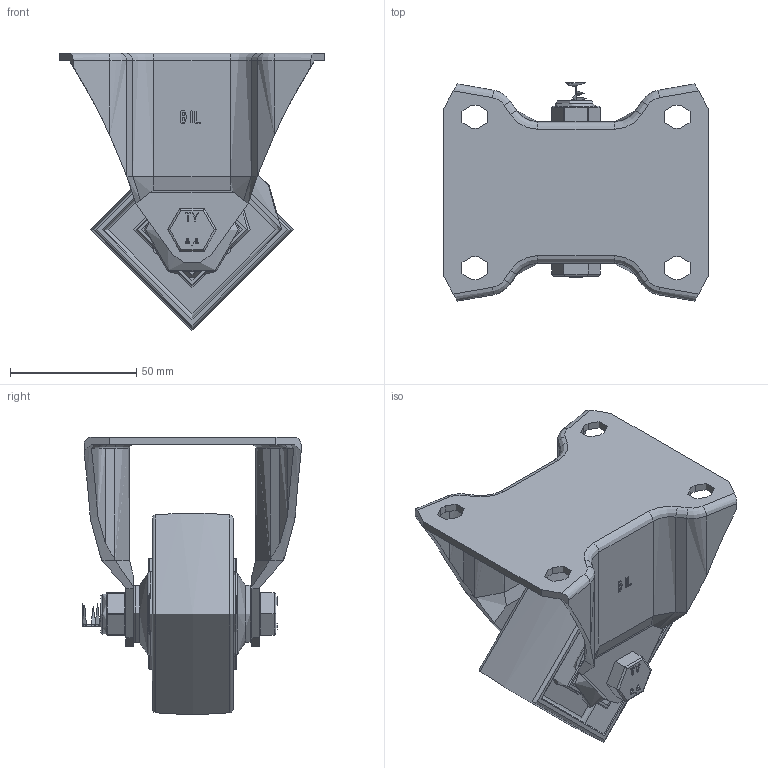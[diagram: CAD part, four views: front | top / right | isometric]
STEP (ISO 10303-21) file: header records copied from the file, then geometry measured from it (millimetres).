
FILE_DESCRIPTION(/* description */ (''),/* implementation_level */ '2;1');
FILE_NAME(/* name */ 'BZHF80NYBJ.step',/* time_stamp */ '2025-04-16T09:15:16+01:00',/* author */ (''),/* organization */ (''),/* preprocessor_version */ 'ST-DEVELOPER v20.1',/* originating_system */ 'Autodesk Translation Framework v14.4.0.0',/* authorisation */ '');
FILE_SCHEMA (('AUTOMOTIVE_DESIGN { 1 0 10303 214 3 1 1 }'));
Length unit declared in the file: millimetre
Products named in the file (23): BZHF80NYBJ; BZHF80AS - 47 v1; ZINC PLATED, PRESSED STEEL BRACKET; BZMH80WNYBJM10 v1; BZMM80WNYBJ; NYLON WHEEL; BEARING 6202; METAL; METAL2; Pattern; Component1; MIDDLE; RUBBER; RUBBER2; HUBCAPM10X47; HUBCAPM10X47 (1); NYLON WHEEL HUB CAP; HEXBOLTM10X70Z8.8 v2; GRADE 8.8 THREADED ZINC PLATED BOLT; NYLOCM10Z v1; NYLOC NUT; RUBBER (1); NUT
Assembly tree (30 placements, depth 6):
  BZHF80NYBJ
    BZHF80AS - 47 v1
      ZINC PLATED, PRESSED STEEL BRACKET
    BZMH80WNYBJM10 v1
      BZMM80WNYBJ
        NYLON WHEEL
        BEARING 6202
          METAL
          METAL2
          Pattern
            Component1  x8
          MIDDLE
          RUBBER
          RUBBER2
      HUBCAPM10X47
        NYLON WHEEL HUB CAP
      HUBCAPM10X47 (1)
        NYLON WHEEL HUB CAP
    HEXBOLTM10X70Z8.8 v2
      GRADE 8.8 THREADED ZINC PLATED BOLT
    NYLOCM10Z v1
      NYLOC NUT
        RUBBER (1)
        NUT
Bounding box: 105 x 86.5 x 110 mm (x, y, z)
Volume: 143214.3 mm3; surface area: 90866.9 mm2
Topology: 20 solids, 20 shells, 769 faces, 1890 edges, 1227 vertices
Faces by surface type: plane 294, bspline 201, cylinder 189, torus 43, sphere 36, cone 6
Full cylindrical faces by diameter (mm): 8.141 x18, 9.85 x19, 10 x3, 10.2 x4, 12 x2, 14.9 x2, 15 x1, 16 x2, 18 x1, 19 x2, 20 x4, 22.5 x4, 23 x2, 25 x2, 28 x2, 30 x4, 30.5 x2, 31 x4, 32 x1, 32.25 x2, 35 x2, 36 x2, 38 x2, 40 x2, 44 x2, 70 x2
Entity records: 30325 total; most frequent: CARTESIAN_POINT 13376, ORIENTED_EDGE 3612, DIRECTION 2913, EDGE_CURVE 1806, VERTEX_POINT 1182, AXIS2_PLACEMENT_3D 1043, EDGE_LOOP 876, LINE 827
